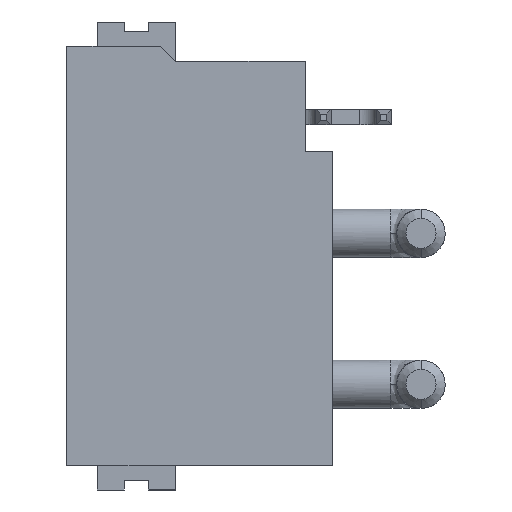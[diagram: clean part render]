
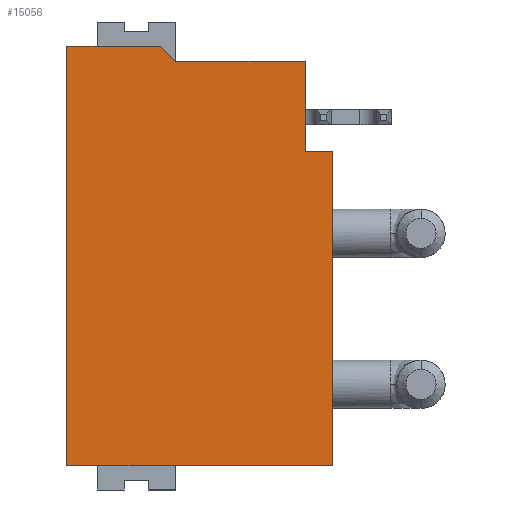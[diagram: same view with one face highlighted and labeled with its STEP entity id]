
A CAD part, front view. The second image highlights one B-rep face of the part: STEP entity #15056.
In plain terms, the highlighted face is planar.
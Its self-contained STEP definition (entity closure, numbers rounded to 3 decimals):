
#288 = DIRECTION ( 'NONE',  ( -1., 0., 0. ) ) ;
#453 = CARTESIAN_POINT ( 'NONE',  ( -4.25, 11.73, 0. ) ) ;
#455 = VECTOR ( 'NONE', #2898, 1000. ) ;
#603 = ORIENTED_EDGE ( 'NONE', *, *, #7762, .T. ) ;
#1266 = LINE ( 'NONE', #5368, #10097 ) ;
#1848 = DIRECTION ( 'NONE',  ( 0., 0., -1. ) ) ;
#2260 = CARTESIAN_POINT ( 'NONE',  ( 2.7, 11.73, 0. ) ) ;
#2378 = CARTESIAN_POINT ( 'NONE',  ( -7.7, 2.93, 0. ) ) ;
#2636 = EDGE_CURVE ( 'NONE', #8146, #12952, #13537, .T. ) ;
#2898 = DIRECTION ( 'NONE',  ( 0., 1., 0. ) ) ;
#2981 = VERTEX_POINT ( 'NONE', #8962 ) ;
#3682 = ORIENTED_EDGE ( 'NONE', *, *, #11350, .F. ) ;
#3817 = LINE ( 'NONE', #18065, #17146 ) ;
#4371 = CARTESIAN_POINT ( 'NONE',  ( -10.7, 5.98, 0. ) ) ;
#4425 = ORIENTED_EDGE ( 'NONE', *, *, #11249, .T. ) ;
#4793 = ORIENTED_EDGE ( 'NONE', *, *, #11146, .T. ) ;
#5128 = AXIS2_PLACEMENT_3D ( 'NONE', #6144, #1848, #288 ) ;
#5368 = CARTESIAN_POINT ( 'NONE',  ( -10.95, 8.38, 0. ) ) ;
#5829 = EDGE_CURVE ( 'NONE', #15660, #10001, #12139, .T. ) ;
#6040 = FACE_OUTER_BOUND ( 'NONE', #10674, .T. ) ;
#6144 = CARTESIAN_POINT ( 'NONE',  ( 2.7, 1.43, 0. ) ) ;
#6284 = CARTESIAN_POINT ( 'NONE',  ( -10.7, 8.13, 0. ) ) ;
#6394 = LINE ( 'NONE', #453, #6908 ) ;
#6665 = EDGE_CURVE ( 'NONE', #16952, #8146, #17669, .T. ) ;
#6908 = VECTOR ( 'NONE', #10558, 1000. ) ;
#7421 = LINE ( 'NONE', #11606, #13443 ) ;
#7600 = DIRECTION ( 'NONE',  ( -1., 0., 0. ) ) ;
#7762 = EDGE_CURVE ( 'NONE', #10001, #16952, #17068, .T. ) ;
#7772 = CARTESIAN_POINT ( 'NONE',  ( -2.5, 2.93, 0. ) ) ;
#8146 = VERTEX_POINT ( 'NONE', #14521 ) ;
#8271 = CARTESIAN_POINT ( 'NONE',  ( -7.7, 3.38, 0. ) ) ;
#8668 = EDGE_CURVE ( 'NONE', #18508, #14454, #6394, .T. ) ;
#8962 = CARTESIAN_POINT ( 'NONE',  ( -11.2, 8.63, 0. ) ) ;
#9166 = CARTESIAN_POINT ( 'NONE',  ( -9.2, 3.83, 0. ) ) ;
#9455 = ORIENTED_EDGE ( 'NONE', *, *, #8668, .T. ) ;
#9821 = ORIENTED_EDGE ( 'NONE', *, *, #5829, .T. ) ;
#10001 = VERTEX_POINT ( 'NONE', #2378 ) ;
#10097 = VECTOR ( 'NONE', #14530, 1000. ) ;
#10207 = ORIENTED_EDGE ( 'NONE', *, *, #6665, .T. ) ;
#10558 = DIRECTION ( 'NONE',  ( 1., 0., 0. ) ) ;
#10674 = EDGE_LOOP ( 'NONE', ( #4425, #9455, #4793, #9821, #603, #10207, #15726, #3682 ) ) ;
#10735 = DIRECTION ( 'NONE',  ( 0., 1., 0. ) ) ;
#10841 = DIRECTION ( 'NONE',  ( 0., 1., 0. ) ) ;
#11146 = EDGE_CURVE ( 'NONE', #14454, #15660, #7421, .T. ) ;
#11249 = EDGE_CURVE ( 'NONE', #2981, #18508, #3817, .T. ) ;
#11350 = EDGE_CURVE ( 'NONE', #2981, #12952, #1266, .T. ) ;
#11606 = CARTESIAN_POINT ( 'NONE',  ( 2.7, 7.33, 0. ) ) ;
#12139 = LINE ( 'NONE', #7772, #16639 ) ;
#12952 = VERTEX_POINT ( 'NONE', #6284 ) ;
#13443 = VECTOR ( 'NONE', #17497, 1000. ) ;
#13537 = LINE ( 'NONE', #4371, #455 ) ;
#13974 = CARTESIAN_POINT ( 'NONE',  ( -7.7, 3.83, 0. ) ) ;
#14454 = VERTEX_POINT ( 'NONE', #2260 ) ;
#14521 = CARTESIAN_POINT ( 'NONE',  ( -10.7, 3.83, 0. ) ) ;
#14530 = DIRECTION ( 'NONE',  ( 0.707, -0.707, 0. ) ) ;
#15056 = ADVANCED_FACE ( 'NONE', ( #6040 ), #19176, .T. ) ;
#15187 = VECTOR ( 'NONE', #7600, 1000. ) ;
#15660 = VERTEX_POINT ( 'NONE', #19111 ) ;
#15726 = ORIENTED_EDGE ( 'NONE', *, *, #2636, .T. ) ;
#16639 = VECTOR ( 'NONE', #18225, 1000. ) ;
#16952 = VERTEX_POINT ( 'NONE', #13974 ) ;
#17068 = LINE ( 'NONE', #8271, #17382 ) ;
#17146 = VECTOR ( 'NONE', #10735, 1000. ) ;
#17382 = VECTOR ( 'NONE', #10841, 1000. ) ;
#17497 = DIRECTION ( 'NONE',  ( 0., -1., 0. ) ) ;
#17669 = LINE ( 'NONE', #9166, #15187 ) ;
#18065 = CARTESIAN_POINT ( 'NONE',  ( -11.2, 10.18, 0. ) ) ;
#18225 = DIRECTION ( 'NONE',  ( -1., 0., 0. ) ) ;
#18508 = VERTEX_POINT ( 'NONE', #19048 ) ;
#19048 = CARTESIAN_POINT ( 'NONE',  ( -11.2, 11.73, 0. ) ) ;
#19111 = CARTESIAN_POINT ( 'NONE',  ( 2.7, 2.93, 0. ) ) ;
#19176 = PLANE ( 'NONE',  #5128 ) ;
